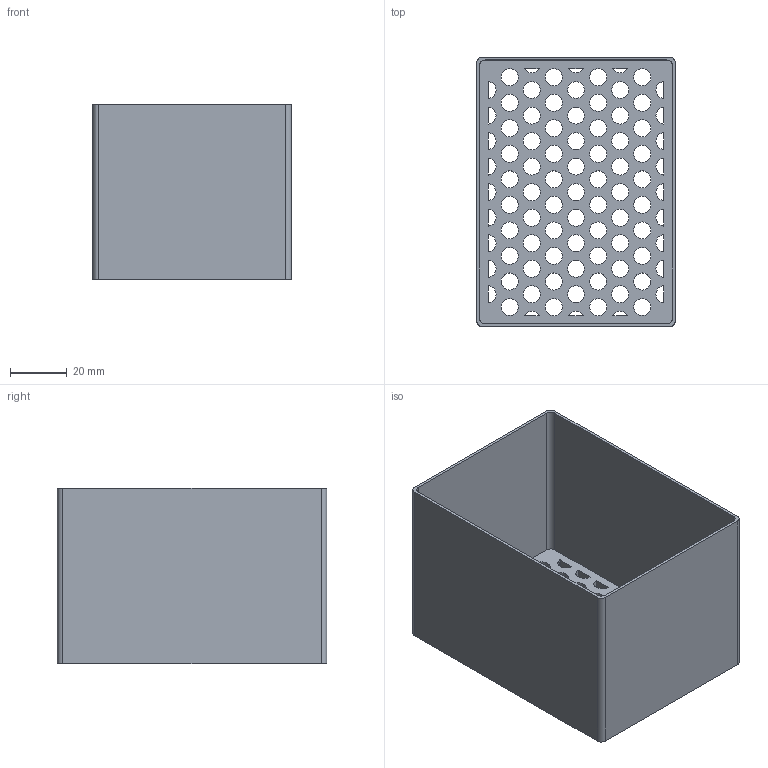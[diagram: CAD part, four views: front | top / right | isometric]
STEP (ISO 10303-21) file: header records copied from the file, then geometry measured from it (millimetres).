
FILE_DESCRIPTION(/* description */ (''),/* implementation_level */ '2;1');
FILE_NAME(/* name */ 'Cheese Box.step',/* time_stamp */ '2025-10-11T13:12:57-05:00',/* author */ (''),/* organization */ (''),/* preprocessor_version */ 'ST-DEVELOPER v20.1',/* originating_system */ 'Autodesk Translation Framework v14.17.0.0',/* authorisation */ '');
FILE_SCHEMA (('AUTOMOTIVE_DESIGN { 1 0 10303 214 3 1 1 }'));
Length unit declared in the file: millimetre
Products named in the file (1): (Unsaved)
Bounding box: 70 x 95 x 62 mm (x, y, z)
Volume: 32685 mm3; surface area: 52818.2 mm2
Topology: 1 solids, 1 shells, 138 faces, 405 edges, 270 vertices
Faces by surface type: cylinder 103, plane 35
Full cylindrical faces by diameter (mm): 6 x67
Entity records: 5092 total; most frequent: DIRECTION 889, CARTESIAN_POINT 814, ORIENTED_EDGE 810, EDGE_CURVE 405, AXIS2_PLACEMENT_3D 345, EDGE_LOOP 321, VERTEX_POINT 270, CIRCLE 206
